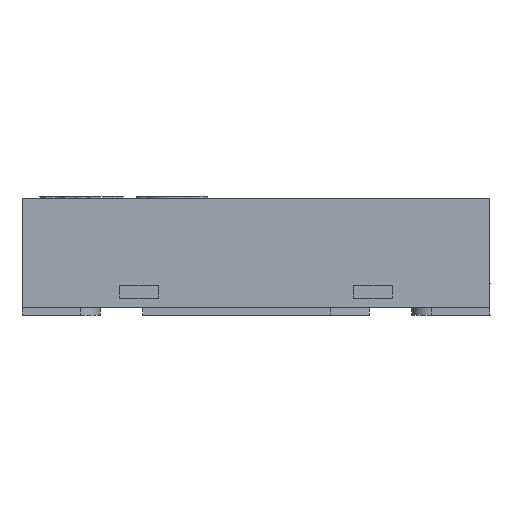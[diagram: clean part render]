
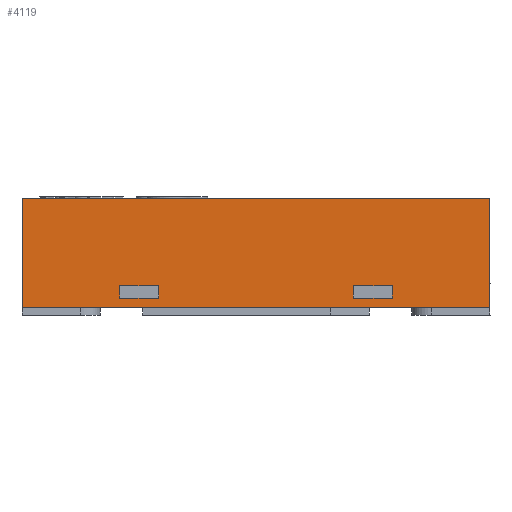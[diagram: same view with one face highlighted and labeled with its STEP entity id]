
A CAD part, left-side view. The second image highlights one B-rep face of the part: STEP entity #4119.
In plain terms, the highlighted planar face has unit normal (-1, 0, 0).
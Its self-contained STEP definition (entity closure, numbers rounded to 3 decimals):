
#353 = CARTESIAN_POINT ( 'NONE',  ( -1.5, -0.875, 0.11 ) ) ;
#619 = CARTESIAN_POINT ( 'NONE',  ( -1.5, -0.625, 0.19 ) ) ;
#924 = ORIENTED_EDGE ( 'NONE', *, *, #4163, .T. ) ;
#1681 = EDGE_CURVE ( 'NONE', #11053, #18697, #7158, .T. ) ;
#1746 = EDGE_CURVE ( 'NONE', #21714, #6063, #5983, .T. ) ;
#1887 = EDGE_CURVE ( 'NONE', #11053, #14286, #13357, .T. ) ;
#1895 = VECTOR ( 'NONE', #6917, 1000. ) ;
#1987 = FACE_BOUND ( 'NONE', #16790, .T. ) ;
#2096 = DIRECTION ( 'NONE',  ( 0., 1., 0. ) ) ;
#2190 = VECTOR ( 'NONE', #2096, 1000. ) ;
#2585 = CARTESIAN_POINT ( 'NONE',  ( -1.5, 1.5, 0.75 ) ) ;
#3086 = VERTEX_POINT ( 'NONE', #21991 ) ;
#3278 = VECTOR ( 'NONE', #7849, 1000. ) ;
#3774 = LINE ( 'NONE', #5643, #17195 ) ;
#4119 = ADVANCED_FACE ( 'NONE', ( #21700, #19976, #1987 ), #9102, .F. ) ;
#4163 = EDGE_CURVE ( 'NONE', #17341, #22711, #17869, .T. ) ;
#4235 = CARTESIAN_POINT ( 'NONE',  ( -1.5, -0.875, 0.19 ) ) ;
#4348 = LINE ( 'NONE', #4235, #9977 ) ;
#4352 = DIRECTION ( 'NONE',  ( 0., -1., 0. ) ) ;
#4679 = LINE ( 'NONE', #13470, #8432 ) ;
#4960 = VECTOR ( 'NONE', #20862, 1000. ) ;
#5515 = CARTESIAN_POINT ( 'NONE',  ( -1.5, -0.625, 0.19 ) ) ;
#5611 = VECTOR ( 'NONE', #9575, 1000. ) ;
#5643 = CARTESIAN_POINT ( 'NONE',  ( -1.5, -0.875, 0.19 ) ) ;
#5836 = DIRECTION ( 'NONE',  ( 0., 0., -1. ) ) ;
#5923 = CARTESIAN_POINT ( 'NONE',  ( -1.5, -0.875, 0.19 ) ) ;
#5967 = EDGE_CURVE ( 'NONE', #22711, #15382, #16633, .T. ) ;
#5983 = LINE ( 'NONE', #17938, #17327 ) ;
#6054 = LINE ( 'NONE', #16639, #12960 ) ;
#6063 = VERTEX_POINT ( 'NONE', #13639 ) ;
#6821 = CARTESIAN_POINT ( 'NONE',  ( -1.5, 0.875, 0.11 ) ) ;
#6879 = VECTOR ( 'NONE', #12307, 1000. ) ;
#6917 = DIRECTION ( 'NONE',  ( 0., 0., 1. ) ) ;
#7158 = LINE ( 'NONE', #13831, #6879 ) ;
#7321 = DIRECTION ( 'NONE',  ( 0., 1., 0. ) ) ;
#7367 = EDGE_CURVE ( 'NONE', #15382, #12971, #3774, .T. ) ;
#7849 = DIRECTION ( 'NONE',  ( 0., 0., -1. ) ) ;
#8220 = CARTESIAN_POINT ( 'NONE',  ( -1.5, 0.625, 0.11 ) ) ;
#8309 = CARTESIAN_POINT ( 'NONE',  ( -1.5, 1.5, 0.75 ) ) ;
#8432 = VECTOR ( 'NONE', #18743, 1000. ) ;
#8813 = ORIENTED_EDGE ( 'NONE', *, *, #13712, .T. ) ;
#9050 = CARTESIAN_POINT ( 'NONE',  ( -1.5, 0.875, 0.19 ) ) ;
#9102 = PLANE ( 'NONE',  #10758 ) ;
#9575 = DIRECTION ( 'NONE',  ( 0., 0., 1. ) ) ;
#9755 = CARTESIAN_POINT ( 'NONE',  ( -1.5, 1.5, 0.05 ) ) ;
#9961 = ORIENTED_EDGE ( 'NONE', *, *, #7367, .T. ) ;
#9977 = VECTOR ( 'NONE', #14760, 1000. ) ;
#10731 = DIRECTION ( 'NONE',  ( 1., 0., 0. ) ) ;
#10758 = AXIS2_PLACEMENT_3D ( 'NONE', #12837, #10731, #7321 ) ;
#11053 = VERTEX_POINT ( 'NONE', #2585 ) ;
#11137 = DIRECTION ( 'NONE',  ( 0., -1., 0. ) ) ;
#11959 = ORIENTED_EDGE ( 'NONE', *, *, #1681, .T. ) ;
#12307 = DIRECTION ( 'NONE',  ( 0., 0., -1. ) ) ;
#12356 = EDGE_CURVE ( 'NONE', #18697, #3086, #4679, .T. ) ;
#12791 = LINE ( 'NONE', #9050, #1895 ) ;
#12837 = CARTESIAN_POINT ( 'NONE',  ( -1.5, 1.5, 0.75 ) ) ;
#12960 = VECTOR ( 'NONE', #5836, 1000. ) ;
#12971 = VERTEX_POINT ( 'NONE', #5923 ) ;
#13018 = CARTESIAN_POINT ( 'NONE',  ( -1.5, -1.5, 0.75 ) ) ;
#13357 = LINE ( 'NONE', #8309, #22883 ) ;
#13470 = CARTESIAN_POINT ( 'NONE',  ( -1.5, 1.5, 0.05 ) ) ;
#13555 = EDGE_LOOP ( 'NONE', ( #15129, #14462, #16603, #11959 ) ) ;
#13639 = CARTESIAN_POINT ( 'NONE',  ( -1.5, 0.625, 0.19 ) ) ;
#13712 = EDGE_CURVE ( 'NONE', #6063, #18810, #6054, .T. ) ;
#13788 = VERTEX_POINT ( 'NONE', #18596 ) ;
#13831 = CARTESIAN_POINT ( 'NONE',  ( -1.5, 1.5, 0.75 ) ) ;
#14199 = LINE ( 'NONE', #6821, #4960 ) ;
#14238 = EDGE_CURVE ( 'NONE', #14286, #3086, #15092, .T. ) ;
#14240 = EDGE_CURVE ( 'NONE', #12971, #17341, #4348, .T. ) ;
#14286 = VERTEX_POINT ( 'NONE', #13018 ) ;
#14462 = ORIENTED_EDGE ( 'NONE', *, *, #14238, .F. ) ;
#14760 = DIRECTION ( 'NONE',  ( 0., 0., -1. ) ) ;
#14853 = ORIENTED_EDGE ( 'NONE', *, *, #1746, .T. ) ;
#15092 = LINE ( 'NONE', #20362, #3278 ) ;
#15129 = ORIENTED_EDGE ( 'NONE', *, *, #12356, .T. ) ;
#15382 = VERTEX_POINT ( 'NONE', #5515 ) ;
#16447 = DIRECTION ( 'NONE',  ( 0., -1., 0. ) ) ;
#16603 = ORIENTED_EDGE ( 'NONE', *, *, #1887, .F. ) ;
#16633 = LINE ( 'NONE', #619, #5611 ) ;
#16639 = CARTESIAN_POINT ( 'NONE',  ( -1.5, 0.625, 0.19 ) ) ;
#16790 = EDGE_LOOP ( 'NONE', ( #924, #21479, #9961, #18430 ) ) ;
#17195 = VECTOR ( 'NONE', #11137, 1000. ) ;
#17327 = VECTOR ( 'NONE', #16447, 1000. ) ;
#17341 = VERTEX_POINT ( 'NONE', #21510 ) ;
#17864 = ORIENTED_EDGE ( 'NONE', *, *, #19836, .T. ) ;
#17869 = LINE ( 'NONE', #353, #2190 ) ;
#17938 = CARTESIAN_POINT ( 'NONE',  ( -1.5, 0.875, 0.19 ) ) ;
#18020 = ORIENTED_EDGE ( 'NONE', *, *, #21780, .T. ) ;
#18430 = ORIENTED_EDGE ( 'NONE', *, *, #14240, .T. ) ;
#18596 = CARTESIAN_POINT ( 'NONE',  ( -1.5, 0.875, 0.11 ) ) ;
#18697 = VERTEX_POINT ( 'NONE', #9755 ) ;
#18743 = DIRECTION ( 'NONE',  ( 0., -1., 0. ) ) ;
#18810 = VERTEX_POINT ( 'NONE', #8220 ) ;
#18981 = CARTESIAN_POINT ( 'NONE',  ( -1.5, -0.625, 0.11 ) ) ;
#19836 = EDGE_CURVE ( 'NONE', #13788, #21714, #12791, .T. ) ;
#19976 = FACE_OUTER_BOUND ( 'NONE', #13555, .T. ) ;
#20295 = CARTESIAN_POINT ( 'NONE',  ( -1.5, 0.875, 0.19 ) ) ;
#20362 = CARTESIAN_POINT ( 'NONE',  ( -1.5, -1.5, 0.75 ) ) ;
#20862 = DIRECTION ( 'NONE',  ( 0., 1., 0. ) ) ;
#21479 = ORIENTED_EDGE ( 'NONE', *, *, #5967, .T. ) ;
#21510 = CARTESIAN_POINT ( 'NONE',  ( -1.5, -0.875, 0.11 ) ) ;
#21700 = FACE_BOUND ( 'NONE', #21741, .T. ) ;
#21714 = VERTEX_POINT ( 'NONE', #20295 ) ;
#21741 = EDGE_LOOP ( 'NONE', ( #14853, #8813, #18020, #17864 ) ) ;
#21780 = EDGE_CURVE ( 'NONE', #18810, #13788, #14199, .T. ) ;
#21991 = CARTESIAN_POINT ( 'NONE',  ( -1.5, -1.5, 0.05 ) ) ;
#22711 = VERTEX_POINT ( 'NONE', #18981 ) ;
#22883 = VECTOR ( 'NONE', #4352, 1000. ) ;
